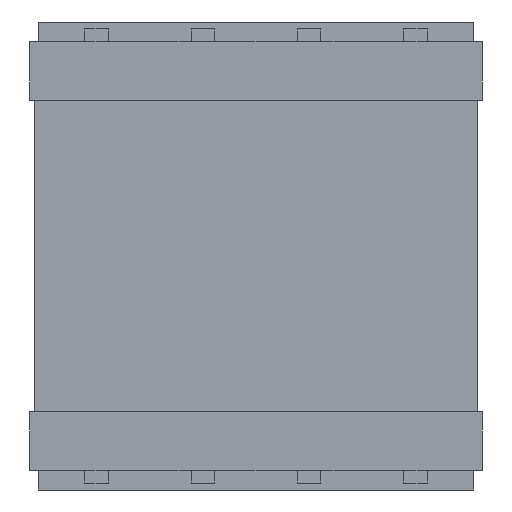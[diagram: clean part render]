
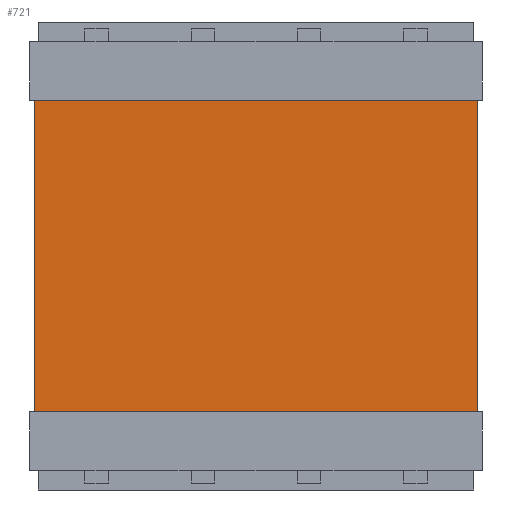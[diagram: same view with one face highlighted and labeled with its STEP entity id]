
A CAD part, front view. The second image highlights one B-rep face of the part: STEP entity #721.
In plain terms, the highlighted planar face has unit normal (0, -1, 0).
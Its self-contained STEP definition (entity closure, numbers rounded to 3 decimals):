
#49 = ORIENTED_EDGE ( 'NONE', *, *, #1990, .T. ) ;
#50 = DIRECTION ( 'NONE',  ( 1., 0., 0. ) ) ;
#621 = AXIS2_PLACEMENT_3D ( 'NONE', #1377, #6195, #3723 ) ;
#721 = ADVANCED_FACE ( 'NONE', ( #4361 ), #3231, .F. ) ;
#742 = ORIENTED_EDGE ( 'NONE', *, *, #2959, .F. ) ;
#1086 = CARTESIAN_POINT ( 'NONE',  ( 0., 0.1, -1.397 ) ) ;
#1377 = CARTESIAN_POINT ( 'NONE',  ( 0., 0.1, -1.397 ) ) ;
#1921 = CARTESIAN_POINT ( 'NONE',  ( 0., 0.1, -8.843 ) ) ;
#1990 = EDGE_CURVE ( 'NONE', #4609, #3483, #2051, .T. ) ;
#2051 = LINE ( 'NONE', #1921, #3413 ) ;
#2121 = VECTOR ( 'NONE', #2370, 1000. ) ;
#2271 = LINE ( 'NONE', #5314, #2121 ) ;
#2288 = ORIENTED_EDGE ( 'NONE', *, *, #5470, .T. ) ;
#2370 = DIRECTION ( 'NONE',  ( 0., 0., -1. ) ) ;
#2581 = DIRECTION ( 'NONE',  ( 1., 0., 0. ) ) ;
#2959 = EDGE_CURVE ( 'NONE', #5633, #3483, #2271, .T. ) ;
#3231 = PLANE ( 'NONE',  #621 ) ;
#3413 = VECTOR ( 'NONE', #50, 1000. ) ;
#3483 = VERTEX_POINT ( 'NONE', #4353 ) ;
#3493 = VECTOR ( 'NONE', #3502, 1000. ) ;
#3502 = DIRECTION ( 'NONE',  ( 0., 0., -1. ) ) ;
#3723 = DIRECTION ( 'NONE',  ( 0., 0., 1. ) ) ;
#3762 = CARTESIAN_POINT ( 'NONE',  ( 10.7, 0.1, -1.397 ) ) ;
#4106 = LINE ( 'NONE', #1086, #5972 ) ;
#4183 = LINE ( 'NONE', #5454, #3493 ) ;
#4343 = CARTESIAN_POINT ( 'NONE',  ( 0.1, 0.1, -1.397 ) ) ;
#4353 = CARTESIAN_POINT ( 'NONE',  ( 10.7, 0.1, -8.843 ) ) ;
#4361 = FACE_OUTER_BOUND ( 'NONE', #5207, .T. ) ;
#4609 = VERTEX_POINT ( 'NONE', #6174 ) ;
#5207 = EDGE_LOOP ( 'NONE', ( #2288, #49, #742, #6015 ) ) ;
#5314 = CARTESIAN_POINT ( 'NONE',  ( 10.7, 0.1, -1.397 ) ) ;
#5395 = EDGE_CURVE ( 'NONE', #5647, #5633, #4106, .T. ) ;
#5454 = CARTESIAN_POINT ( 'NONE',  ( 0.1, 0.1, -1.397 ) ) ;
#5470 = EDGE_CURVE ( 'NONE', #5647, #4609, #4183, .T. ) ;
#5633 = VERTEX_POINT ( 'NONE', #3762 ) ;
#5647 = VERTEX_POINT ( 'NONE', #4343 ) ;
#5972 = VECTOR ( 'NONE', #2581, 1000. ) ;
#6015 = ORIENTED_EDGE ( 'NONE', *, *, #5395, .F. ) ;
#6174 = CARTESIAN_POINT ( 'NONE',  ( 0.1, 0.1, -8.843 ) ) ;
#6195 = DIRECTION ( 'NONE',  ( 0., 1., 0. ) ) ;
